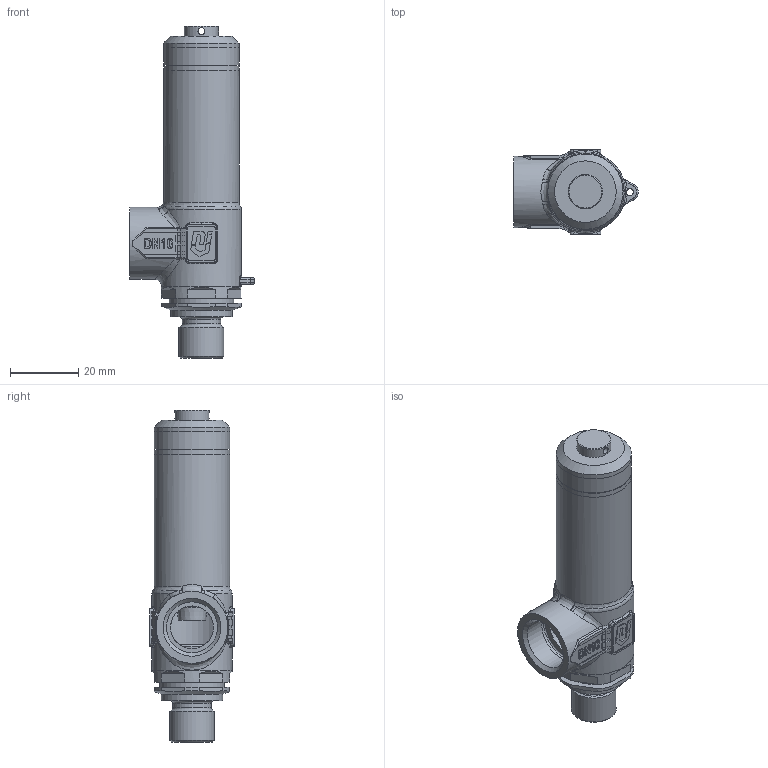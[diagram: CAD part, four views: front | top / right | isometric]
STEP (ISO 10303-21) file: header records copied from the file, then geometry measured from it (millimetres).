
FILE_DESCRIPTION(('HOOPS Exchange Step'),'2;1');
FILE_NAME('SV14-DN8-8-10.stp','2026-02-20T11:18:41+01:00',('nieru'),('Unknown organisation'),'HOOPS Exchange 2024.2','HOOPS Exchange','Unknown authorisation');
FILE_SCHEMA( ('AP203_CONFIGURATION_CONTROLLED_3D_DESIGN_OF_MECHANICAL_PARTS_AND_ASSEMBLIES_MIM_LF') );
Length unit declared in the file: millimetre
Products named in the file (2): 0; root
Assembly tree (1 placements, depth 2):
  root
    0
Bounding box: 36.5 x 24.6 x 97 mm (x, y, z)
Volume: 20850.7 mm3; surface area: 17372 mm2
Topology: 6 solids, 6 shells, 500 faces, 1365 edges, 907 vertices
Faces by surface type: plane 249, cylinder 110, bspline 85, torus 34, cone 16, sphere 6
Full cylindrical faces by diameter (mm): 2 x2, 2.5 x2, 6 x1, 6.6 x1, 10 x1, 11.2 x1, 12.5 x1, 13.1 x1, 14.9 x1, 15 x1, 16 x1, 16.7 x1, 16.8 x1, 16.9 x1, 17 x2, 18 x3, 18.45 x1, 18.5 x3, 18.8 x1, 20 x2, 21 x4, 21.25 x1, 22 x4, 23.4 x1
Entity records: 21969 total; most frequent: CARTESIAN_POINT 9772, ORIENTED_EDGE 2702, DIRECTION 2268, EDGE_CURVE 1351, VERTEX_POINT 907, AXIS2_PLACEMENT_3D 814, VECTOR 640, LINE 640
